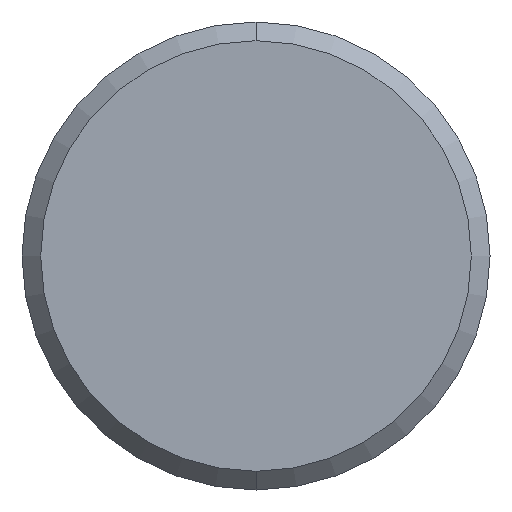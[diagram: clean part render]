
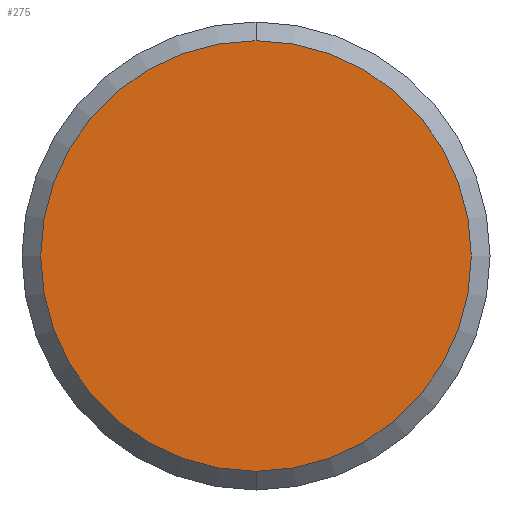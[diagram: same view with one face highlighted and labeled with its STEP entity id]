
A CAD part, front view. The second image highlights one B-rep face of the part: STEP entity #275.
In plain terms, the highlighted planar face has unit normal (0, -1, 0).
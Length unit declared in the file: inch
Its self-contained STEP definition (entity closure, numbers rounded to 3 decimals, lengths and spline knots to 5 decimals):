
#11 = DIRECTION ( 'NONE',  ( 0., 0., 1. ) ) ;
#27 = CARTESIAN_POINT ( 'NONE',  ( 0., 0., -0.22985 ) ) ;
#37 = ORIENTED_EDGE ( 'NONE', *, *, #252, .T. ) ;
#42 = DIRECTION ( 'NONE',  ( 0., 0., 1. ) ) ;
#47 = DIRECTION ( 'NONE',  ( 0., -1., 0. ) ) ;
#50 = EDGE_CURVE ( 'NONE', #125, #228, #56, .T. ) ;
#52 = CARTESIAN_POINT ( 'NONE',  ( 0., 0., 0. ) ) ;
#56 = CIRCLE ( 'NONE', #196, 0.22985 ) ;
#57 = CARTESIAN_POINT ( 'NONE',  ( 0., 0., 0. ) ) ;
#70 = CIRCLE ( 'NONE', #110, 0.22985 ) ;
#78 = AXIS2_PLACEMENT_3D ( 'NONE', #52, #265, #244 ) ;
#88 = CARTESIAN_POINT ( 'NONE',  ( 0., 0., 0. ) ) ;
#110 = AXIS2_PLACEMENT_3D ( 'NONE', #88, #47, #42 ) ;
#125 = VERTEX_POINT ( 'NONE', #230 ) ;
#131 = EDGE_LOOP ( 'NONE', ( #248, #37 ) ) ;
#145 = PLANE ( 'NONE',  #78 ) ;
#148 = DIRECTION ( 'NONE',  ( 0., -1., 0. ) ) ;
#196 = AXIS2_PLACEMENT_3D ( 'NONE', #57, #148, #11 ) ;
#228 = VERTEX_POINT ( 'NONE', #27 ) ;
#230 = CARTESIAN_POINT ( 'NONE',  ( 0., 0., 0.22985 ) ) ;
#241 = FACE_OUTER_BOUND ( 'NONE', #131, .T. ) ;
#244 = DIRECTION ( 'NONE',  ( 0., 0., 1. ) ) ;
#248 = ORIENTED_EDGE ( 'NONE', *, *, #50, .T. ) ;
#252 = EDGE_CURVE ( 'NONE', #228, #125, #70, .T. ) ;
#265 = DIRECTION ( 'NONE',  ( 0., 1., 0. ) ) ;
#275 = ADVANCED_FACE ( 'NONE', ( #241 ), #145, .F. ) ;
